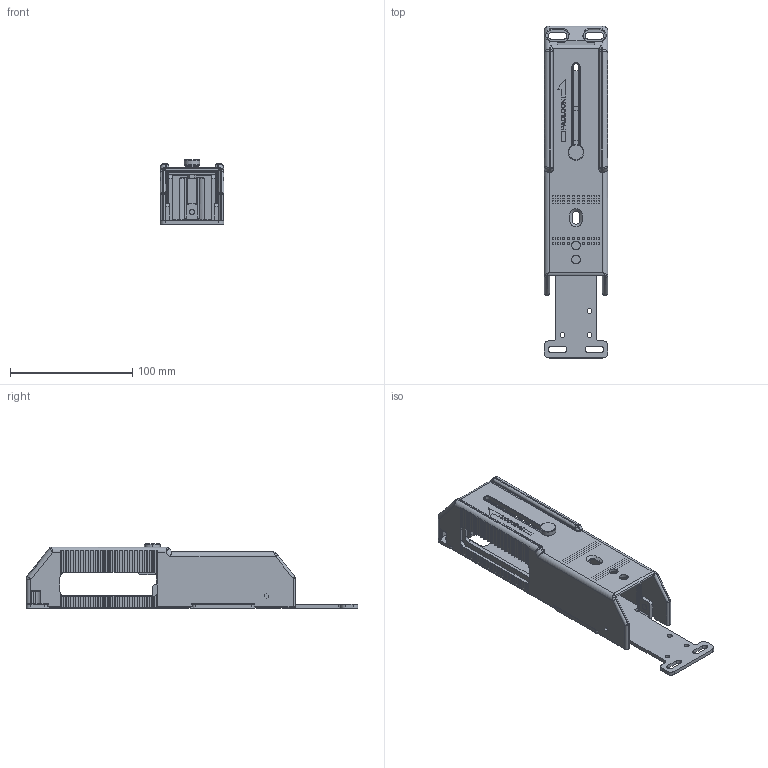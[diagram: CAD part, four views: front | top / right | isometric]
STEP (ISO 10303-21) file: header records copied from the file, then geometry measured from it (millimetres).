
FILE_DESCRIPTION (( 'STEP AP203' ), '1' );
FILE_NAME ('HS9Z-DH5C.STEP', '2021-07-27T07:16:52', ( '' ), ( '' ), 'SwSTEP 2.0', 'SolidWorks 2019', '' );
FILE_SCHEMA (( 'CONFIG_CONTROL_DESIGN' ));
Length unit declared in the file: millimetre
Products named in the file (2): HS9Z-DH5C; HS9Z-DH5C_蹬怮椔
Assembly tree (1 placements, depth 2):
  HS9Z-DH5C
    HS9Z-DH5C_蹬怮椔
Bounding box: 52 x 271 x 52.5 mm (x, y, z)
Volume: 153238.2 mm3; surface area: 109650.8 mm2
Topology: 1 solids, 1 shells, 1610 faces, 4132 edges, 2501 vertices
Faces by surface type: plane 828, cylinder 394, bspline 222, cone 166
Entity records: 54966 total; most frequent: CARTESIAN_POINT 17457, ORIENTED_EDGE 8120, DIRECTION 7262, EDGE_CURVE 4060, LINE 2688, VECTOR 2688, VERTEX_POINT 2501, AXIS2_PLACEMENT_3D 2287
